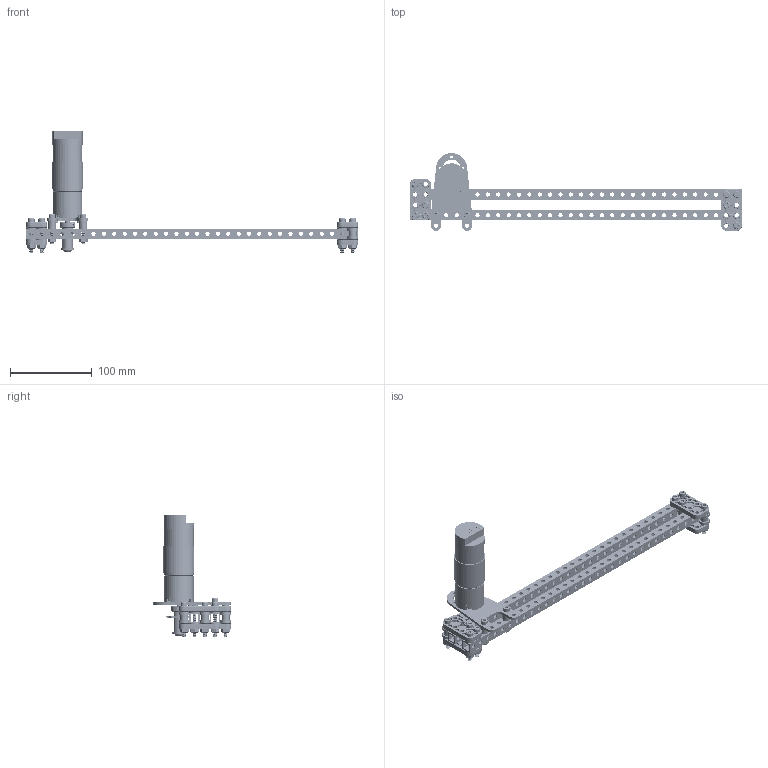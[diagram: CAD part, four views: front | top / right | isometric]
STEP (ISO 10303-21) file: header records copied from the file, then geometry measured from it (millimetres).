
FILE_DESCRIPTION (( 'STEP AP214' ), '1' );
FILE_NAME ('am-5519 Robits Cog Drive Assembly (Motor).STEP', '2024-09-05T13:14:17', ( '' ), ( '' ), 'SwSTEP 2.0', 'SolidWorks 2024', '' );
FILE_SCHEMA (( 'AUTOMOTIVE_DESIGN' ));
Length unit declared in the file: inch
Products named in the file (30): 14-20 x 0.375 BHCS_am-1520 14-20x0375 BHCS; am-3637b NeveRest Orbital 20 Gearmotor; am-5519 Robits Cog Drive Assembly (Motor); am-1699 0.430 ID 0.500 OD 0.500 Long Aluminum Spacer; am-1732 0.194 ID 0.375 OD 0.125 Long Nylon Spacer; Linear Roller Bearing Assembly_Anchor Side Assembly; am-1063 10-32 Nylock Jam Nut_am-1063 10-32 Nylock Jam Nut; am-1014 10-32 x 1500 SHCS_am-1014 10-32 x 1500 SHCS; 7804K117_STAINLESS STEEL BALL BEARING_7804K117; am-5017 RoBits 80T or 100T Motor Mount; NeveRest Orbital 2 Stage Gearbox 6mm D; ip-xxxx 6mm D TO 375IN Hex Adapter; NR Orbital 2 Stage Gearbox; am-5006_2x4 RoBits 2x4 Plate; am-3104 NeveRest Motor; am-1026 #10 Flat Washer_am-1026 #10 Flat Washer; am-1027; am-3444 6mm D to 375IN Hex Adapter; 10-32 x 0.25 Set Screw CP_am-1342 10-32x0250 Set Screw; am-5472 7T 375IN Hex Bore Cog_375H Hub; 97633A150_BLACK-FINISH STEEL EXTERNAL RETAINING RING_97633A150_grv; am-1700 0.194 ID 0.375 OD 0.250 Long Nylon Spacer; NeveRest Orbital with 375H Adapter_19.2; am-1041 10-32 x 1250 SHCS_am-1041 10-32 x 1250 SHCS; am-5001-1600 RoBits 0.5x0.5x16.0 Tube; SHCS M3 x 16mm; am-4724 5 mm ID 13 mm OD Shielded Bearing_am-4724 5mm ID 13mm OD Shielded Radial Bearing; am-4376 17T 0.5mod NeveRest Orbital Pinion; SHCS M3 x 8mm with patch am-1500_am-1500 M3x8mm SHCS (Patched); Shim
Assembly tree (56 placements, depth 5):
  am-5519 Robits Cog Drive Assembly (Motor)
    Linear Roller Bearing Assembly_Anchor Side Assembly  x2
      am-1026 #10 Flat Washer_am-1026 #10 Flat Washer
      am-1014 10-32 x 1500 SHCS_am-1014 10-32 x 1500 SHCS
      am-1063 10-32 Nylock Jam Nut_am-1063 10-32 Nylock Jam Nut
      am-5006_2x4 RoBits 2x4 Plate
      am-4724 5 mm ID 13 mm OD Shielded Bearing_am-4724 5mm ID 13mm OD Shielded Radial Bearing
      am-1700 0.194 ID 0.375 OD 0.250 Long Nylon Spacer
    am-5472 7T 375IN Hex Bore Cog_375H Hub
    am-1699 0.430 ID 0.500 OD 0.500 Long Aluminum Spacer
    am-5017 RoBits 80T or 100T Motor Mount
    NeveRest Orbital with 375H Adapter_19.2
      am-3444 6mm D to 375IN Hex Adapter
        ip-xxxx 6mm D TO 375IN Hex Adapter
        10-32 x 0.25 Set Screw CP_am-1342 10-32x0250 Set Screw
        14-20 x 0.375 BHCS_am-1520 14-20x0375 BHCS
        am-1027
      am-3637b NeveRest Orbital 20 Gearmotor
        NR Orbital 2 Stage Gearbox
          NeveRest Orbital 2 Stage Gearbox 6mm D
          SHCS M3 x 16mm  x4
          7804K117_STAINLESS STEEL BALL BEARING_7804K117
          97633A150_BLACK-FINISH STEEL EXTERNAL RETAINING RING_97633A150_grv
          Shim
        am-3104 NeveRest Motor
        am-4376 17T 0.5mod NeveRest Orbital Pinion
    am-1732 0.194 ID 0.375 OD 0.125 Long Nylon Spacer  x2
    am-1700 0.194 ID 0.375 OD 0.250 Long Nylon Spacer  x2
    am-1041 10-32 x 1250 SHCS_am-1041 10-32 x 1250 SHCS  x2
    am-1063 10-32 Nylock Jam Nut_am-1063 10-32 Nylock Jam Nut  x2
    SHCS M3 x 8mm with patch am-1500_am-1500 M3x8mm SHCS (Patched)  x3
    am-5001-1600 RoBits 0.5x0.5x16.0 Tube  x2
Bounding box: 406.66 x 95.31 x 150.63 mm (x, y, z)
Volume: 210909.6 mm3; surface area: 153804.3 mm2
Topology: 215 solids, 215 shells, 7596 faces, 18552 edges, 11365 vertices
Faces by surface type: cylinder 2798, torus 1720, cone 1520, plane 1073, bspline 267, sphere 218
Entity records: 119413 total; most frequent: CARTESIAN_POINT 58871, DIRECTION 12500, ORIENTED_EDGE 12410, EDGE_CURVE 6205, AXIS2_PLACEMENT_3D 5126, VERTEX_POINT 3907, EDGE_LOOP 2958, CIRCLE 2756
